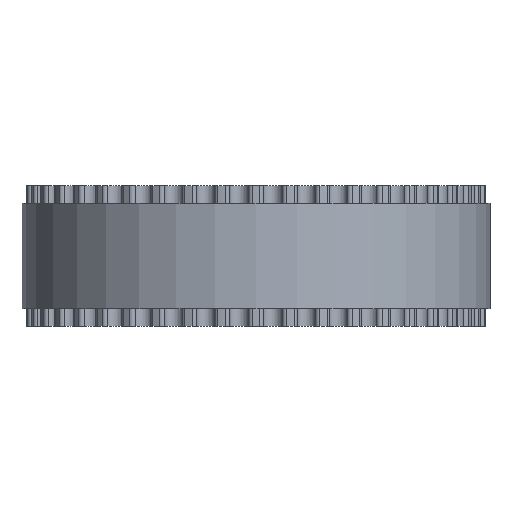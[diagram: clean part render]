
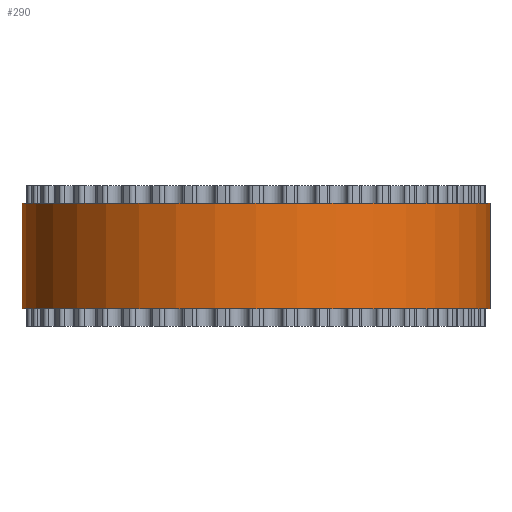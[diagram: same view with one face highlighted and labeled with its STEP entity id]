
A CAD part, front view. The second image highlights one B-rep face of the part: STEP entity #290.
In plain terms, the highlighted cylindrical face has radius 13.369 mm (diameter 26.738 mm), a full revolution.
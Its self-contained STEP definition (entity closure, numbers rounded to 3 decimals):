
#97=FACE_BOUND('',#800,.T.);
#98=FACE_BOUND('',#801,.T.);
#290=ADVANCED_FACE('',(#97,#98),#459,.T.);
#459=CYLINDRICAL_SURFACE('',#3839,13.369);
#800=EDGE_LOOP('',(#2146));
#801=EDGE_LOOP('',(#2147));
#2146=ORIENTED_EDGE('',*,*,#2990,.T.);
#2147=ORIENTED_EDGE('',*,*,#2991,.T.);
#2484=VERTEX_POINT('',#6040);
#2485=VERTEX_POINT('',#6042);
#2990=EDGE_CURVE('',#2484,#2484,#3328,.T.);
#2991=EDGE_CURVE('',#2485,#2485,#3329,.T.);
#3328=CIRCLE('',#3837,13.369);
#3329=CIRCLE('',#3838,13.369);
#3837=AXIS2_PLACEMENT_3D('',#6039,#5022,#5023);
#3838=AXIS2_PLACEMENT_3D('',#6041,#5024,#5025);
#3839=AXIS2_PLACEMENT_3D('',#6043,#5026,#5027);
#5022=DIRECTION('',(0.,0.,1.));
#5023=DIRECTION('',(1.,0.,0.));
#5024=DIRECTION('',(0.,0.,-1.));
#5025=DIRECTION('',(1.,0.,0.));
#5026=DIRECTION('',(0.,0.,1.));
#5027=DIRECTION('',(1.,0.,0.));
#6039=CARTESIAN_POINT('',(0.,0.,1.));
#6040=CARTESIAN_POINT('',(13.369,0.,1.));
#6041=CARTESIAN_POINT('',(0.,0.,7.));
#6042=CARTESIAN_POINT('',(13.369,0.,7.));
#6043=CARTESIAN_POINT('',(0.,0.,1.));
